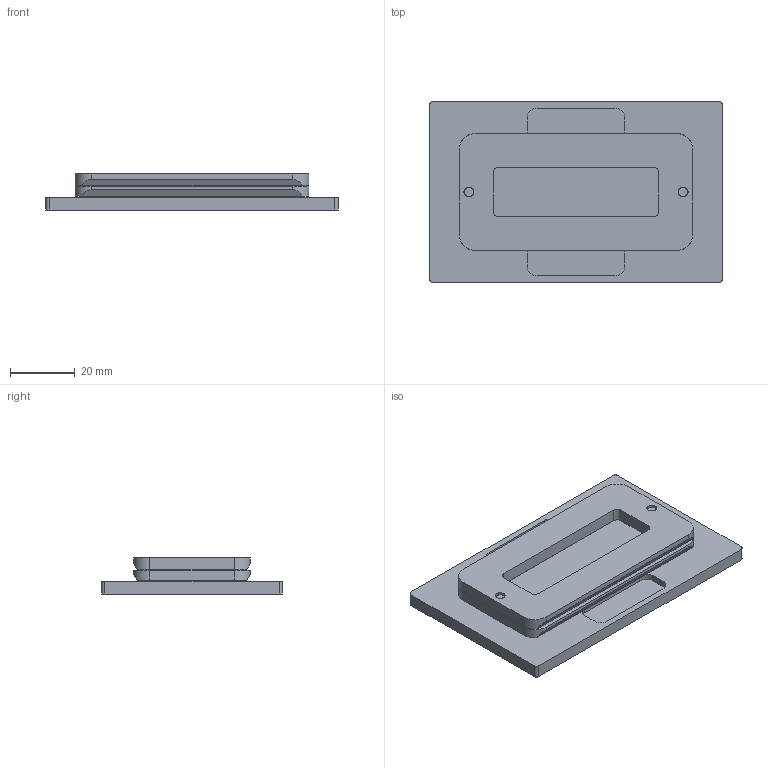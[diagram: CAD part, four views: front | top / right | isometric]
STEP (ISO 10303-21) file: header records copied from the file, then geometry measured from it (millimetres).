
FILE_DESCRIPTION(/* description */ ('puplic'),/* implementation_level */ '2;1');
FILE_NAME(/* name */ 'Imaging chamber puplic',/* time_stamp */ '2020-02-21T14:01:25+01:00',/* author */ ('Colombini'),/* organization */ ('IMP'),/* preprocessor_version */ 'ST-DEVELOPER v16.7',/* originating_system */ 'Solid Edge',/* authorisation */ 'Unknown');
FILE_SCHEMA (('AUTOMOTIVE_DESIGN {1 0 10303 214 3 1 1}'));
Length unit declared in the file: millimetre
Products named in the file (8): Imaging chamber puplic; Deckglas; Dichtrahmen; Auflageplättchen; Niederhalter; Magnet; Aufnahme; O-Ring FPM 75 Shore 44 x 1,5 mm
Assembly tree (21 placements, depth 2):
  Imaging chamber puplic
    Deckglas  x2
    Dichtrahmen
    Auflageplättchen
    Niederhalter
    Magnet  x14
    Aufnahme
    O-Ring FPM 75 Shore 44 x 1,5 mm
Bounding box: 90 x 55.7 x 11.12 mm (x, y, z)
Volume: 27156.3 mm3; surface area: 31173.5 mm2
Topology: 21 solids, 21 shells, 276 faces, 656 edges, 428 vertices
Faces by surface type: plane 132, cylinder 112, torus 32
Full cylindrical faces by diameter (mm): 1.5 x4, 3 x28
Entity records: 6704 total; most frequent: DIRECTION 1186, CARTESIAN_POINT 1107, ORIENTED_EDGE 1040, EDGE_CURVE 520, AXIS2_PLACEMENT_3D 439, VERTEX_POINT 360, LINE 308, VECTOR 308
